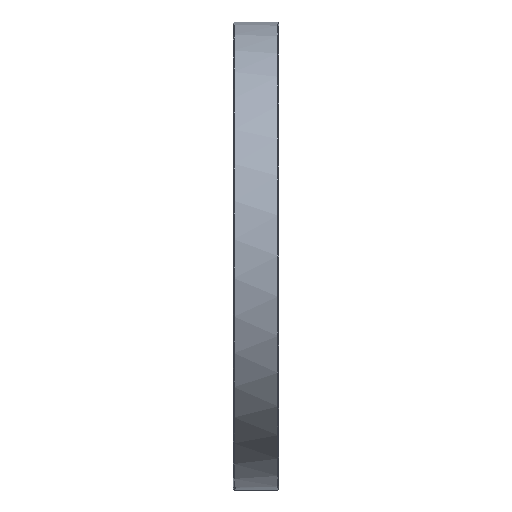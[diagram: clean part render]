
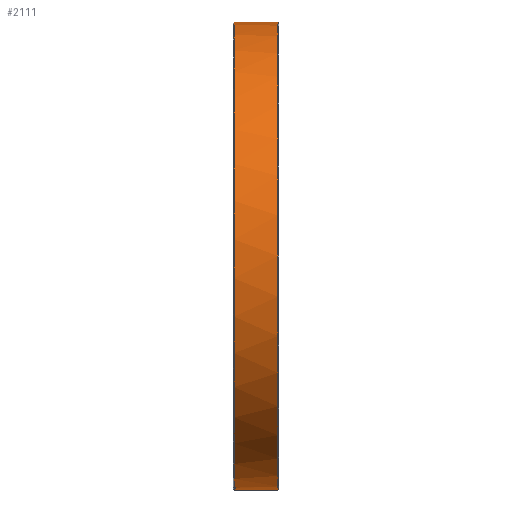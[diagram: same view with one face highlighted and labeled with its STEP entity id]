
A CAD part, left-side view. The second image highlights one B-rep face of the part: STEP entity #2111.
In plain terms, the highlighted cylindrical face has radius 126.6 mm (diameter 253.2 mm), a partial arc.
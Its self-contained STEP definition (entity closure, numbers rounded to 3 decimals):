
#31 = DIRECTION ( 'NONE',  ( 0., -1., 0. ) ) ;
#68 = DIRECTION ( 'NONE',  ( 0., 1., 0. ) ) ;
#178 = CARTESIAN_POINT ( 'NONE',  ( 0., 24.2, 126.6 ) ) ;
#210 = AXIS2_PLACEMENT_3D ( 'NONE', #1762, #4766, #2180 ) ;
#272 = EDGE_CURVE ( 'NONE', #3177, #506, #5376, .T. ) ;
#412 = VERTEX_POINT ( 'NONE', #2708 ) ;
#444 = DIRECTION ( 'NONE',  ( 0., 0., -1. ) ) ;
#466 = CARTESIAN_POINT ( 'NONE',  ( 0., -15.022, 126.6 ) ) ;
#485 = AXIS2_PLACEMENT_3D ( 'NONE', #5133, #4263, #444 ) ;
#506 = VERTEX_POINT ( 'NONE', #4930 ) ;
#535 = DIRECTION ( 'NONE',  ( 0., 1., 0. ) ) ;
#604 = VERTEX_POINT ( 'NONE', #5413 ) ;
#743 = LINE ( 'NONE', #1052, #4471 ) ;
#754 = FACE_OUTER_BOUND ( 'NONE', #4613, .T. ) ;
#878 = CARTESIAN_POINT ( 'NONE',  ( -15.036, -15.022, -125.704 ) ) ;
#959 = LINE ( 'NONE', #878, #5233 ) ;
#991 = ORIENTED_EDGE ( 'NONE', *, *, #272, .F. ) ;
#1052 = CARTESIAN_POINT ( 'NONE',  ( -18.011, -15.022, -125.312 ) ) ;
#1097 = LINE ( 'NONE', #4508, #3618 ) ;
#1103 = AXIS2_PLACEMENT_3D ( 'NONE', #3051, #535, #3498 ) ;
#1107 = CARTESIAN_POINT ( 'NONE',  ( 0., 24.2, 0. ) ) ;
#1181 = EDGE_CURVE ( 'NONE', #5130, #4802, #3627, .T. ) ;
#1277 = ORIENTED_EDGE ( 'NONE', *, *, #4119, .T. ) ;
#1512 = DIRECTION ( 'NONE',  ( 0., 0., -1. ) ) ;
#1699 = ORIENTED_EDGE ( 'NONE', *, *, #4458, .F. ) ;
#1762 = CARTESIAN_POINT ( 'NONE',  ( 0., 0.4, 0. ) ) ;
#1777 = AXIS2_PLACEMENT_3D ( 'NONE', #3848, #31, #2588 ) ;
#1798 = EDGE_CURVE ( 'NONE', #412, #5320, #1097, .T. ) ;
#1841 = EDGE_CURVE ( 'NONE', #604, #412, #1922, .T. ) ;
#1864 = EDGE_CURVE ( 'NONE', #3177, #604, #959, .T. ) ;
#1922 = CIRCLE ( 'NONE', #1777, 126.6 ) ;
#2025 = ORIENTED_EDGE ( 'NONE', *, *, #1841, .T. ) ;
#2111 = ADVANCED_FACE ( 'NONE', ( #754 ), #4891, .T. ) ;
#2145 = CARTESIAN_POINT ( 'NONE',  ( -15.036, 23.3, -125.704 ) ) ;
#2180 = DIRECTION ( 'NONE',  ( 0., 0., 1. ) ) ;
#2386 = CIRCLE ( 'NONE', #210, 126.6 ) ;
#2388 = LINE ( 'NONE', #466, #3544 ) ;
#2588 = DIRECTION ( 'NONE',  ( 0., 0., -1. ) ) ;
#2708 = CARTESIAN_POINT ( 'NONE',  ( 0., 24.2, -126.6 ) ) ;
#2900 = ORIENTED_EDGE ( 'NONE', *, *, #1798, .T. ) ;
#2976 = DIRECTION ( 'NONE',  ( 0., -1., 0. ) ) ;
#3051 = CARTESIAN_POINT ( 'NONE',  ( 0., 23.3, 0. ) ) ;
#3177 = VERTEX_POINT ( 'NONE', #2145 ) ;
#3498 = DIRECTION ( 'NONE',  ( 0., 0., 1. ) ) ;
#3544 = VECTOR ( 'NONE', #2976, 1000. ) ;
#3596 = DIRECTION ( 'NONE',  ( 0., -1., 0. ) ) ;
#3618 = VECTOR ( 'NONE', #3976, 1000. ) ;
#3627 = CIRCLE ( 'NONE', #3922, 126.6 ) ;
#3848 = CARTESIAN_POINT ( 'NONE',  ( 0., 24.2, 0. ) ) ;
#3871 = ORIENTED_EDGE ( 'NONE', *, *, #3982, .T. ) ;
#3922 = AXIS2_PLACEMENT_3D ( 'NONE', #1107, #4069, #1512 ) ;
#3976 = DIRECTION ( 'NONE',  ( 0., -1., 0. ) ) ;
#3982 = EDGE_CURVE ( 'NONE', #5320, #4317, #2386, .T. ) ;
#4069 = DIRECTION ( 'NONE',  ( 0., -1., 0. ) ) ;
#4119 = EDGE_CURVE ( 'NONE', #4802, #506, #743, .T. ) ;
#4179 = ORIENTED_EDGE ( 'NONE', *, *, #1864, .T. ) ;
#4186 = CARTESIAN_POINT ( 'NONE',  ( 0., 0.4, -126.6 ) ) ;
#4230 = ORIENTED_EDGE ( 'NONE', *, *, #1181, .T. ) ;
#4263 = DIRECTION ( 'NONE',  ( 0., -1., 0. ) ) ;
#4317 = VERTEX_POINT ( 'NONE', #5446 ) ;
#4458 = EDGE_CURVE ( 'NONE', #5130, #4317, #2388, .T. ) ;
#4471 = VECTOR ( 'NONE', #3596, 1000. ) ;
#4508 = CARTESIAN_POINT ( 'NONE',  ( 0., -15.022, -126.6 ) ) ;
#4532 = CARTESIAN_POINT ( 'NONE',  ( -18.011, 24.2, -125.312 ) ) ;
#4613 = EDGE_LOOP ( 'NONE', ( #1699, #4230, #1277, #991, #4179, #2025, #2900, #3871 ) ) ;
#4766 = DIRECTION ( 'NONE',  ( 0., 1., 0. ) ) ;
#4802 = VERTEX_POINT ( 'NONE', #4532 ) ;
#4891 = CYLINDRICAL_SURFACE ( 'NONE', #485, 126.6 ) ;
#4930 = CARTESIAN_POINT ( 'NONE',  ( -18.011, 23.3, -125.312 ) ) ;
#5130 = VERTEX_POINT ( 'NONE', #178 ) ;
#5133 = CARTESIAN_POINT ( 'NONE',  ( 0., -15.022, 0. ) ) ;
#5233 = VECTOR ( 'NONE', #68, 1000. ) ;
#5320 = VERTEX_POINT ( 'NONE', #4186 ) ;
#5376 = CIRCLE ( 'NONE', #1103, 126.6 ) ;
#5413 = CARTESIAN_POINT ( 'NONE',  ( -15.036, 24.2, -125.704 ) ) ;
#5446 = CARTESIAN_POINT ( 'NONE',  ( 0., 0.4, 126.6 ) ) ;
